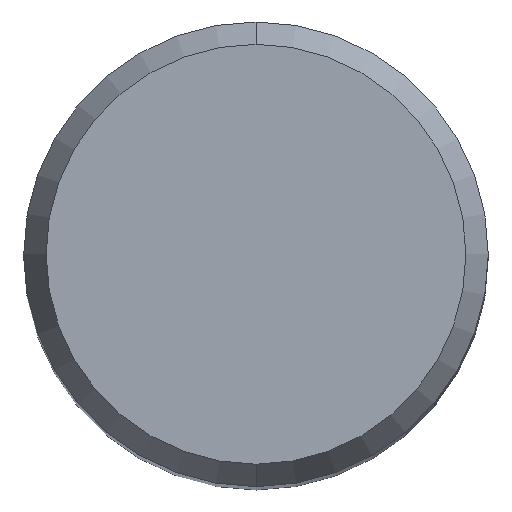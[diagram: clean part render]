
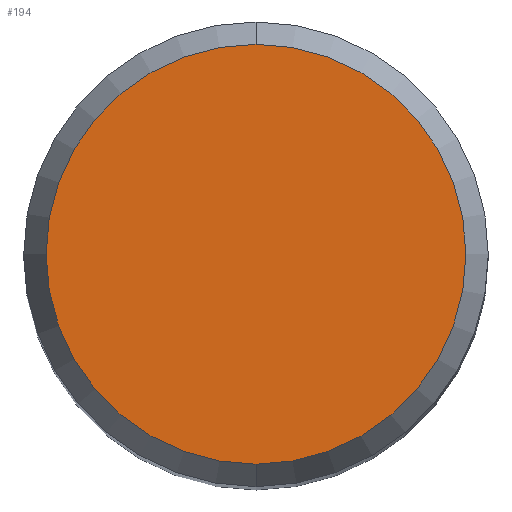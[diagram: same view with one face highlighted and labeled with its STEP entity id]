
A CAD part, top view. The second image highlights one B-rep face of the part: STEP entity #194.
In plain terms, the highlighted planar face has unit normal (0, 0, 1).
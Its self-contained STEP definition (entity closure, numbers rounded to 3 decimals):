
#104=EDGE_CURVE('',#198,#158,#242,.T.);
#116=EDGE_CURVE('',#158,#198,#255,.T.);
#158=VERTEX_POINT('',#300);
#194=ADVANCED_FACE('',(#344),#345,.T.);
#198=VERTEX_POINT('',#350);
#242=CIRCLE('',#394,4.304);
#255=CIRCLE('',#410,4.304);
#300=CARTESIAN_POINT('',(0.0,4.304,0.01));
#344=FACE_OUTER_BOUND('',#521,.T.);
#345=PLANE('',#522);
#350=CARTESIAN_POINT('',(0.,-4.304,0.01));
#394=AXIS2_PLACEMENT_3D('',#553,#554,#555);
#410=AXIS2_PLACEMENT_3D('',#572,#573,#574);
#521=EDGE_LOOP('',(#687,#688));
#522=AXIS2_PLACEMENT_3D('',#689,#690,#691);
#553=CARTESIAN_POINT('',(0.0,0.0,0.01));
#554=DIRECTION('',(0.0,0.0,-1.0));
#555=DIRECTION('',(0.0,1.0,0.0));
#572=CARTESIAN_POINT('',(0.0,0.0,0.01));
#573=DIRECTION('',(0.0,0.0,-1.0));
#574=DIRECTION('',(0.0,1.0,0.0));
#687=ORIENTED_EDGE('',*,*,#116,.F.);
#688=ORIENTED_EDGE('',*,*,#104,.F.);
#689=CARTESIAN_POINT('',(0.0,2.152,0.01));
#690=DIRECTION('',(-0.0,0.0,1.0));
#691=DIRECTION('',(0.0,-1.0,0.0));
